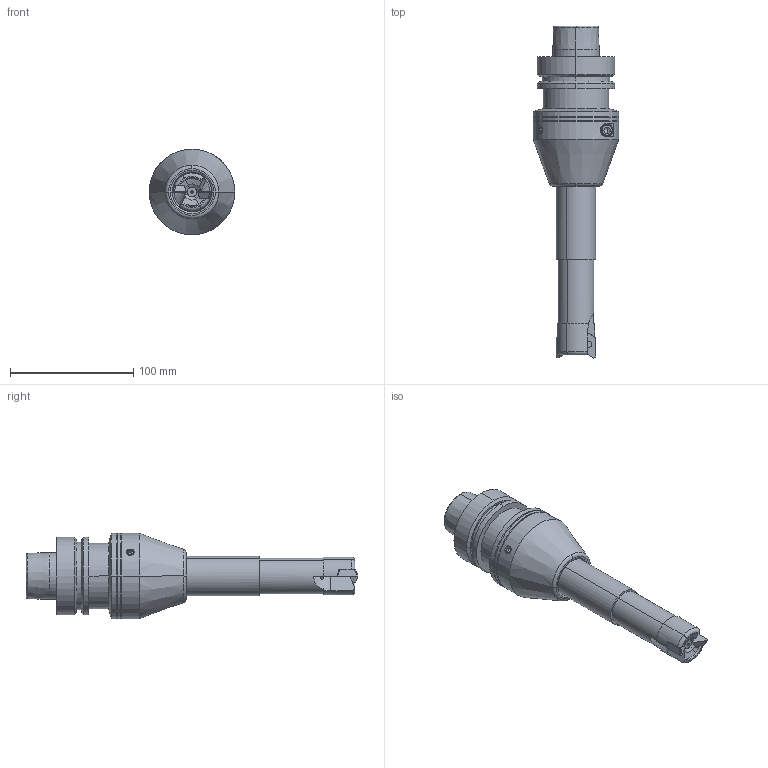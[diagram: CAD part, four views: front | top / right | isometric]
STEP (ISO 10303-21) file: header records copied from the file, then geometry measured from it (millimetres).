
FILE_DESCRIPTION(/* description */ ('Alibre Inc.'),/* implementation_level */ '2;1');
FILE_NAME(/* name */ 'export-318B7A55-6B79-4205-91A6-C33F48AF65CD',/* time_stamp */ '2024-08-16T14:04:34+02:00',/* author */ (''),/* organization */ (''),/* preprocessor_version */ 'ST-DEVELOPER v17',/* originating_system */ 'Alibre',/* authorisation */ '');
FILE_SCHEMA (('AUTOMOTIVE_DESIGN'));
Length unit declared in the file: millimetre
Products named in the file (4): TE90XEV 232-32-16-L200; Part1; XEVT 160508R-AL
Bounding box: 69.5 x 269.48 x 69.5 mm (x, y, z)
Volume: 391262.6 mm3; surface area: 72658.5 mm2
Topology: 4 solids, 6 shells, 282 faces, 721 edges, 452 vertices
Faces by surface type: cylinder 84, plane 71, cone 64, torus 45, bspline 18
Entity records: 10721 total; most frequent: CARTESIAN_POINT 4465, ORIENTED_EDGE 1338, DIRECTION 1188, EDGE_CURVE 669, AXIS2_PLACEMENT_3D 531, VERTEX_POINT 428, EDGE_LOOP 297, FACE_BOUND 297
